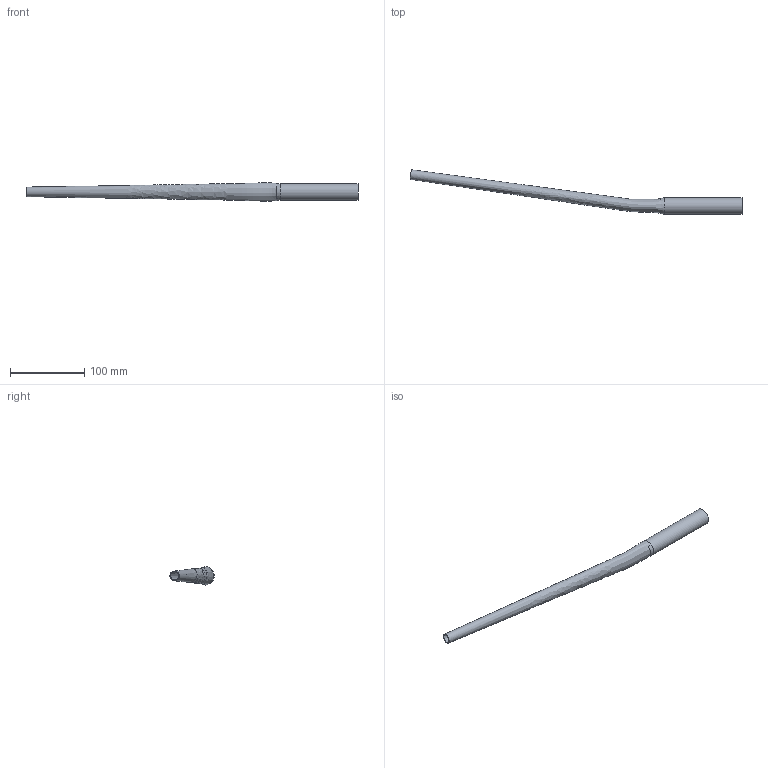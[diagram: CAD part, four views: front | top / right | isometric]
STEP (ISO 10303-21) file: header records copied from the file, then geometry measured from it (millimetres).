
FILE_DESCRIPTION(/* description */ (''),/* implementation_level */ '2;1');
FILE_NAME(/* name */ 'FX5528L v1.step',/* time_stamp */ '2024-01-16T09:35:54Z',/* author */ (''),/* organization */ (''),/* preprocessor_version */ 'ST-DEVELOPER v20',/* originating_system */ 'Autodesk Translation Framework v12.14.0.127',/* authorisation */ '');
FILE_SCHEMA (('AUTOMOTIVE_DESIGN { 1 0 10303 214 3 1 1 }'));
Length unit declared in the file: millimetre
Products named in the file (1): FX5528L
Bounding box: 447.94 x 59.98 x 24.65 mm (x, y, z)
Volume: 19672.8 mm3; surface area: 49668.5 mm2
Topology: 2 solids, 2 shells, 12 faces, 33 edges, 22 vertices
Faces by surface type: plane 6, cylinder 4, bspline 2
Full cylindrical faces by diameter (mm): 20.6 x1, 22.2 x1
Entity records: 1514 total; most frequent: CARTESIAN_POINT 1183, ORIENTED_EDGE 66, DIRECTION 52, EDGE_CURVE 33, AXIS2_PLACEMENT_3D 25, VERTEX_POINT 22, B_SPLINE_CURVE_WITH_KNOTS 17, EDGE_LOOP 17
